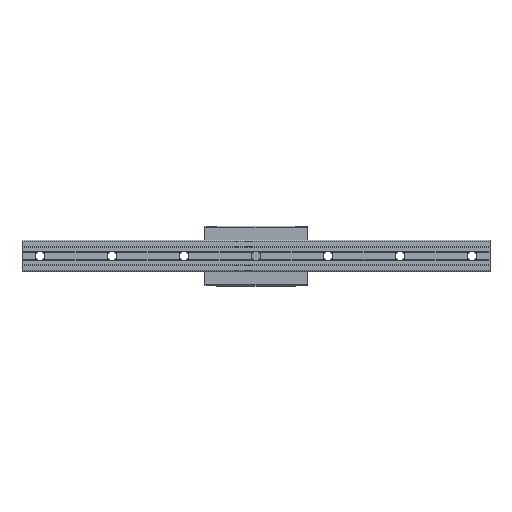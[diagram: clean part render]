
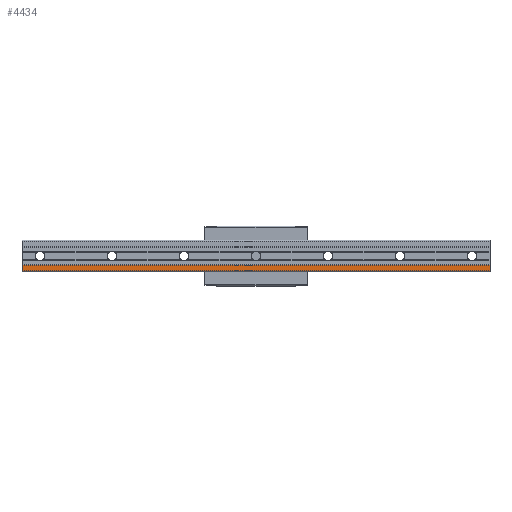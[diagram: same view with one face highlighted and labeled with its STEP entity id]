
A CAD part, front view. The second image highlights one B-rep face of the part: STEP entity #4434.
In plain terms, the highlighted planar face has unit normal (0, -1, 0).
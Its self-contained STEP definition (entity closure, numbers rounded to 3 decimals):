
#1744 = VERTEX_POINT( '', #4833 );
#2008 = EDGE_CURVE( '', #1744, #3902, #5127, .T. );
#3362 = EDGE_CURVE( '', #4180, #1744, #6613, .T. );
#3620 = EDGE_CURVE( '', #4180, #3734, #6899, .T. );
#3734 = VERTEX_POINT( '', #7028 );
#3768 = EDGE_CURVE( '', #3902, #3734, #7064, .T. );
#3902 = VERTEX_POINT( '', #7205 );
#4180 = VERTEX_POINT( '', #7509 );
#4434 = ADVANCED_FACE( '', ( #7791 ), #7792, .T. );
#4833 = CARTESIAN_POINT( '', ( -30., 0., -24.5 ) );
#5127 = LINE( '', #8752, #8753 );
#6613 = LINE( '', #11178, #11179 );
#6899 = LINE( '', #11605, #11606 );
#7028 = CARTESIAN_POINT( '', ( 750., 0., -15.5 ) );
#7064 = LINE( '', #11843, #11844 );
#7205 = CARTESIAN_POINT( '', ( 750., 0., -24.5 ) );
#7509 = CARTESIAN_POINT( '', ( -30., 0., -15.5 ) );
#7791 = FACE_OUTER_BOUND( '', #12974, .T. );
#7792 = PLANE( '', #12975 );
#8752 = CARTESIAN_POINT( '', ( -30., 0., -24.5 ) );
#8753 = VECTOR( '', #13927, 1. );
#11178 = CARTESIAN_POINT( '', ( -30., 0., -15.5 ) );
#11179 = VECTOR( '', #15595, 1. );
#11605 = CARTESIAN_POINT( '', ( -30., 0., -15.5 ) );
#11606 = VECTOR( '', #15966, 1. );
#11843 = CARTESIAN_POINT( '', ( 750., 0., -15.5 ) );
#11844 = VECTOR( '', #16169, 1. );
#12974 = EDGE_LOOP( '', ( #16976, #16977, #16978, #16979 ) );
#12975 = AXIS2_PLACEMENT_3D( '', #16980, #16981, #16982 );
#13927 = DIRECTION( '', ( 1., 0., 0. ) );
#15595 = DIRECTION( '', ( 0., 0., -1. ) );
#15966 = DIRECTION( '', ( 1., 0., 0. ) );
#16169 = DIRECTION( '', ( 0., 0., 1. ) );
#16976 = ORIENTED_EDGE( '', *, *, #3768, .T. );
#16977 = ORIENTED_EDGE( '', *, *, #3620, .F. );
#16978 = ORIENTED_EDGE( '', *, *, #3362, .T. );
#16979 = ORIENTED_EDGE( '', *, *, #2008, .T. );
#16980 = CARTESIAN_POINT( '', ( -30., 0., -24.5 ) );
#16981 = DIRECTION( '', ( 0., -1., 0. ) );
#16982 = DIRECTION( '', ( 0., 0., -1. ) );
